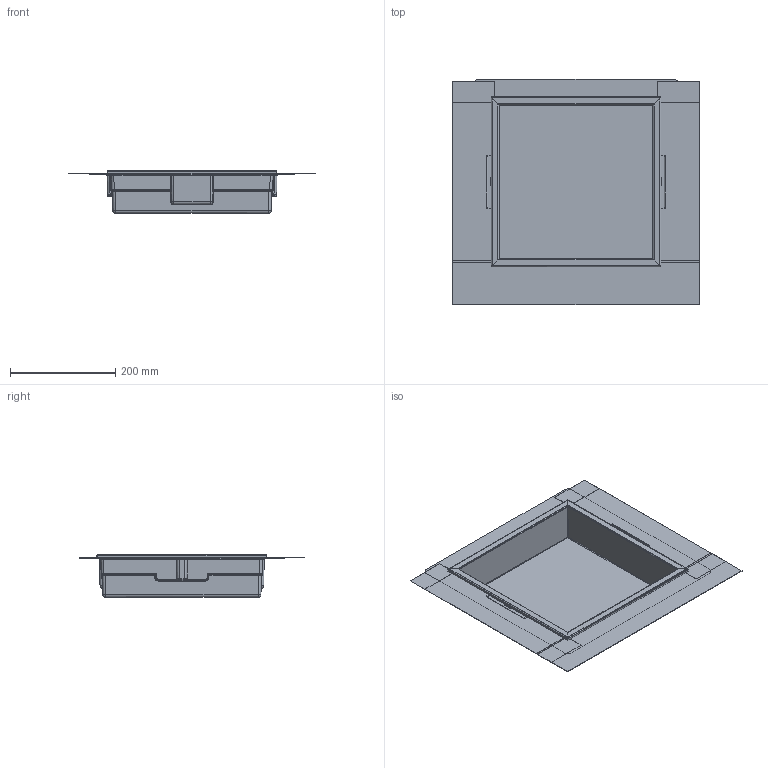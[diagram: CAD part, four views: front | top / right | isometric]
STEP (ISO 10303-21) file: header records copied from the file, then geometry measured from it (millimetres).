
FILE_DESCRIPTION(('CATIA V6 STEP','CAx-IF Rec.Pracs.--- Model Styling and Organization---1.5--- 2016-08-15','CAx-IF Rec.Pracs.---Supplemental Geometry---1.0---2011-11-01','CAx-IF Rec.Pracs.--- Composite Materials ---3.4---2017-06-13','CAx-IF Rec.Pracs.---Tessellated 3D Geometry---1.0---2015-12-17'),'2;1');
FILE_NAME('prd-HG-00227691.stp','2022-07-05T08:58:14+00:00',('none'),('none'),'3DEXPERIENCE Platform3DEXPERIENCE R2021x HotFix 8','3DEXPERIENCE Platform STEP AP242 v2','none');
FILE_SCHEMA(('AP242_MANAGED_MODEL_BASED_3D_ENGINEERING_MIM_LF {1 0 10303 442 1 1 4}'));
Length unit declared in the file: millimetre
Products named in the file (5): P-2_HG_XtraStoris_Original_300x300x70; P-2_AA141; P-2_E0106000327; P-2_E0106000126; P-2_E0104050871
Assembly tree (5 placements, depth 2):
  P-2_HG_XtraStoris_Original_300x300x70
    P-2_AA141
    P-2_E0106000327  x2
    P-2_E0106000126
    P-2_E0104050871
Bounding box: 469 x 428.5 x 81.2 mm (x, y, z)
Volume: 784585.3 mm3; surface area: 1057576.8 mm2
Topology: 5 solids, 5 shells, 557 faces, 1271 edges, 726 vertices
Faces by surface type: cylinder 205, plane 158, bspline 156, sphere 32, torus 6
Entity records: 23952 total; most frequent: CARTESIAN_POINT 14122, ORIENTED_EDGE 2470, DIRECTION 1293, EDGE_CURVE 1235, VERTEX_POINT 702, VECTOR 564, LINE 564, EDGE_LOOP 545
